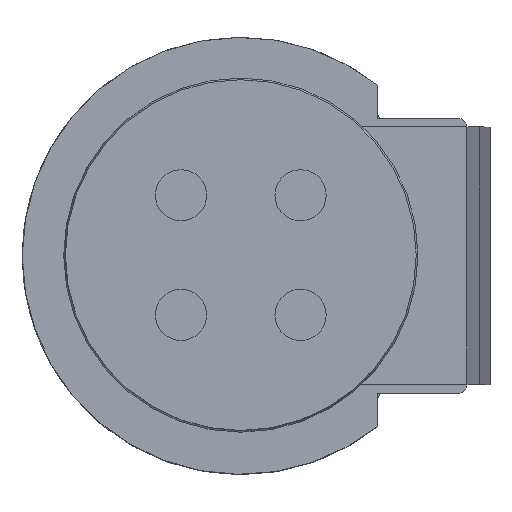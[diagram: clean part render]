
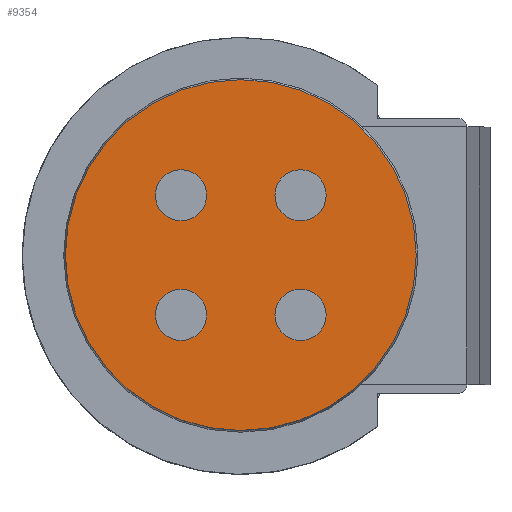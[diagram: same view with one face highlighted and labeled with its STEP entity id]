
A CAD part, top view. The second image highlights one B-rep face of the part: STEP entity #9354.
In plain terms, the highlighted planar face has unit normal (0, 0, 1).
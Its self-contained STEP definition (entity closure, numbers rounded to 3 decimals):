
#3613=CARTESIAN_POINT('',(0.,0.,6.5));
#3614=DIRECTION('',(0.,0.,-1.));
#3615=DIRECTION('',(-1.,0.,0.));
#3616=AXIS2_PLACEMENT_3D('',#3613,#3614,#3615);
#3672=CARTESIAN_POINT('',(0.,0.,6.5));
#3673=DIRECTION('',(0.,0.,1.));
#3674=DIRECTION('',(-1.,0.,0.));
#3675=AXIS2_PLACEMENT_3D('',#3672,#3673,#3674);
#3689=CARTESIAN_POINT('',(3.5,3.5,6.5));
#3690=DIRECTION('',(0.,0.,1.));
#3691=DIRECTION('',(0.,-1.,0.));
#3692=AXIS2_PLACEMENT_3D('',#3689,#3690,#3691);
#3694=CARTESIAN_POINT('',(3.5,3.5,6.5));
#3695=DIRECTION('',(0.,0.,1.));
#3696=DIRECTION('',(0.,1.,0.));
#3697=AXIS2_PLACEMENT_3D('',#3694,#3695,#3696);
#3699=CARTESIAN_POINT('',(3.5,-3.5,6.5));
#3700=DIRECTION('',(0.,0.,1.));
#3701=DIRECTION('',(0.,-1.,0.));
#3702=AXIS2_PLACEMENT_3D('',#3699,#3700,#3701);
#3704=CARTESIAN_POINT('',(3.5,-3.5,6.5));
#3705=DIRECTION('',(0.,0.,1.));
#3706=DIRECTION('',(0.,1.,0.));
#3707=AXIS2_PLACEMENT_3D('',#3704,#3705,#3706);
#3709=CARTESIAN_POINT('',(-3.5,-3.5,6.5));
#3710=DIRECTION('',(0.,0.,1.));
#3711=DIRECTION('',(0.,-1.,0.));
#3712=AXIS2_PLACEMENT_3D('',#3709,#3710,#3711);
#3714=CARTESIAN_POINT('',(-3.5,-3.5,6.5));
#3715=DIRECTION('',(0.,0.,1.));
#3716=DIRECTION('',(0.,1.,0.));
#3717=AXIS2_PLACEMENT_3D('',#3714,#3715,#3716);
#3719=CARTESIAN_POINT('',(-3.5,3.5,6.5));
#3720=DIRECTION('',(0.,0.,1.));
#3721=DIRECTION('',(0.,-1.,0.));
#3722=AXIS2_PLACEMENT_3D('',#3719,#3720,#3721);
#3724=CARTESIAN_POINT('',(-3.5,3.5,6.5));
#3725=DIRECTION('',(0.,0.,1.));
#3726=DIRECTION('',(0.,1.,0.));
#3727=AXIS2_PLACEMENT_3D('',#3724,#3725,#3726);
#6539=CARTESIAN_POINT('',(-10.275,0.,6.5));
#6540=CARTESIAN_POINT('',(10.275,0.,6.5));
#6541=VERTEX_POINT('',#6539);
#6542=VERTEX_POINT('',#6540);
#6593=CARTESIAN_POINT('',(3.5,2.,6.5));
#6594=CARTESIAN_POINT('',(3.5,5.,6.5));
#6595=VERTEX_POINT('',#6593);
#6596=VERTEX_POINT('',#6594);
#6597=CARTESIAN_POINT('',(3.5,-5.,6.5));
#6598=CARTESIAN_POINT('',(3.5,-2.,6.5));
#6599=VERTEX_POINT('',#6597);
#6600=VERTEX_POINT('',#6598);
#6601=CARTESIAN_POINT('',(-3.5,-5.,6.5));
#6602=CARTESIAN_POINT('',(-3.5,-2.,6.5));
#6603=VERTEX_POINT('',#6601);
#6604=VERTEX_POINT('',#6602);
#6605=CARTESIAN_POINT('',(-3.5,2.,6.5));
#6606=CARTESIAN_POINT('',(-3.5,5.,6.5));
#6607=VERTEX_POINT('',#6605);
#6608=VERTEX_POINT('',#6606);
#9321=CARTESIAN_POINT('',(0.,0.,6.5));
#9322=DIRECTION('',(0.,0.,1.));
#9323=DIRECTION('',(0.,1.,0.));
#9324=AXIS2_PLACEMENT_3D('',#9321,#9322,#9323);
#9325=PLANE('',#9324);
#9326=ORIENTED_EDGE('',*,*,#9298,.F.);
#9327=ORIENTED_EDGE('',*,*,#9217,.T.);
#9328=EDGE_LOOP('',(#9326,#9327));
#9329=FACE_OUTER_BOUND('',#9328,.F.);
#9331=ORIENTED_EDGE('',*,*,#9330,.T.);
#9333=ORIENTED_EDGE('',*,*,#9332,.T.);
#9334=EDGE_LOOP('',(#9331,#9333));
#9335=FACE_BOUND('',#9334,.F.);
#9337=ORIENTED_EDGE('',*,*,#9336,.T.);
#9339=ORIENTED_EDGE('',*,*,#9338,.T.);
#9340=EDGE_LOOP('',(#9337,#9339));
#9341=FACE_BOUND('',#9340,.F.);
#9343=ORIENTED_EDGE('',*,*,#9342,.T.);
#9345=ORIENTED_EDGE('',*,*,#9344,.T.);
#9346=EDGE_LOOP('',(#9343,#9345));
#9347=FACE_BOUND('',#9346,.F.);
#9349=ORIENTED_EDGE('',*,*,#9348,.T.);
#9351=ORIENTED_EDGE('',*,*,#9350,.T.);
#9352=EDGE_LOOP('',(#9349,#9351));
#9353=FACE_BOUND('',#9352,.F.);
#9354=ADVANCED_FACE('',(#9329,#9335,#9341,#9347,#9353),#9325,.T.);
#3617=CIRCLE('',#3616,10.275);
#3676=CIRCLE('',#3675,10.275);
#3693=CIRCLE('',#3692,1.5);
#3698=CIRCLE('',#3697,1.5);
#3703=CIRCLE('',#3702,1.5);
#3708=CIRCLE('',#3707,1.5);
#3713=CIRCLE('',#3712,1.5);
#3718=CIRCLE('',#3717,1.5);
#3723=CIRCLE('',#3722,1.5);
#3728=CIRCLE('',#3727,1.5);
#9217=EDGE_CURVE('',#6541,#6542,#3617,.T.);
#9298=EDGE_CURVE('',#6541,#6542,#3676,.T.);
#9330=EDGE_CURVE('',#6595,#6596,#3693,.T.);
#9332=EDGE_CURVE('',#6596,#6595,#3698,.T.);
#9336=EDGE_CURVE('',#6599,#6600,#3703,.T.);
#9338=EDGE_CURVE('',#6600,#6599,#3708,.T.);
#9342=EDGE_CURVE('',#6603,#6604,#3713,.T.);
#9344=EDGE_CURVE('',#6604,#6603,#3718,.T.);
#9348=EDGE_CURVE('',#6607,#6608,#3723,.T.);
#9350=EDGE_CURVE('',#6608,#6607,#3728,.T.);
